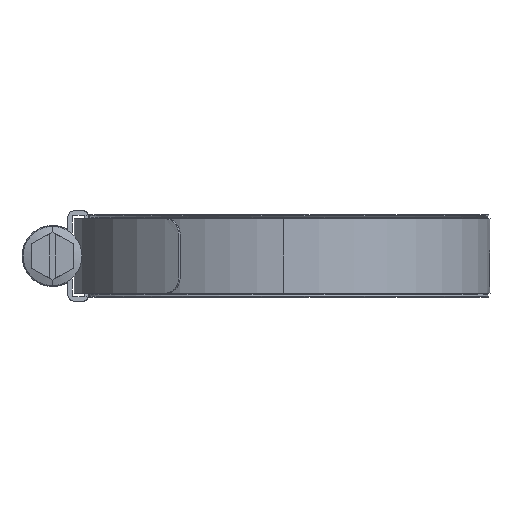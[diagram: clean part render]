
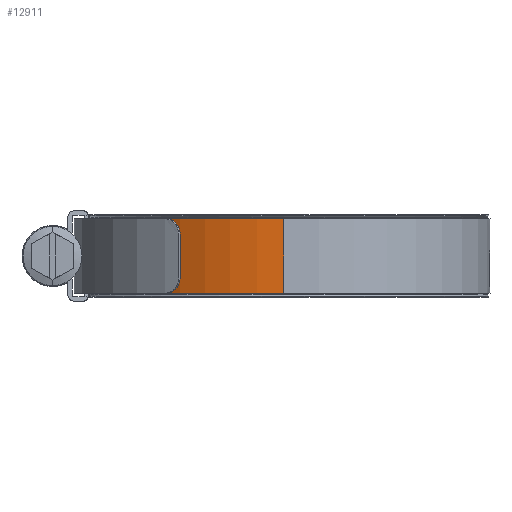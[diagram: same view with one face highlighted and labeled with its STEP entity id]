
A CAD part, left-side view. The second image highlights one B-rep face of the part: STEP entity #12911.
In plain terms, the highlighted cylindrical face has radius 39.6 mm (diameter 79.2 mm), a partial arc.
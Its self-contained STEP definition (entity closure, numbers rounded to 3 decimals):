
#475 = ORIENTED_EDGE ( 'NONE', *, *, #11545, .F. ) ;
#656 = CARTESIAN_POINT ( 'NONE',  ( 0., 0., -7.135 ) ) ;
#934 = EDGE_LOOP ( 'NONE', ( #475, #2446, #6807, #9181 ) ) ;
#1245 = CYLINDRICAL_SURFACE ( 'NONE', #5527, 39.6 ) ;
#1304 = DIRECTION ( 'NONE',  ( 0., 0., -1. ) ) ;
#1627 = AXIS2_PLACEMENT_3D ( 'NONE', #656, #11029, #5719 ) ;
#1939 = CARTESIAN_POINT ( 'NONE',  ( 0., 0., 7.135 ) ) ;
#2346 = CARTESIAN_POINT ( 'NONE',  ( -39.6, 0., 7.135 ) ) ;
#2446 = ORIENTED_EDGE ( 'NONE', *, *, #11808, .F. ) ;
#2809 = LINE ( 'NONE', #8686, #12116 ) ;
#3322 = DIRECTION ( 'NONE',  ( 0., 0., -1. ) ) ;
#3532 = VERTEX_POINT ( 'NONE', #6572 ) ;
#3743 = VERTEX_POINT ( 'NONE', #3995 ) ;
#3995 = CARTESIAN_POINT ( 'NONE',  ( 0., 39.6, 7.135 ) ) ;
#4284 = LINE ( 'NONE', #2346, #9697 ) ;
#4387 = EDGE_CURVE ( 'NONE', #13439, #13183, #7603, .T. ) ;
#5470 = DIRECTION ( 'NONE',  ( 0., 0., -1. ) ) ;
#5527 = AXIS2_PLACEMENT_3D ( 'NONE', #10651, #5470, #10584 ) ;
#5719 = DIRECTION ( 'NONE',  ( 1., 0., 0. ) ) ;
#6240 = DIRECTION ( 'NONE',  ( 0., 0., 1. ) ) ;
#6306 = DIRECTION ( 'NONE',  ( 1., 0., 0. ) ) ;
#6397 = FACE_OUTER_BOUND ( 'NONE', #934, .T. ) ;
#6572 = CARTESIAN_POINT ( 'NONE',  ( -39.6, 0., 7.135 ) ) ;
#6678 = CIRCLE ( 'NONE', #10483, 39.6 ) ;
#6807 = ORIENTED_EDGE ( 'NONE', *, *, #10401, .T. ) ;
#7542 = CARTESIAN_POINT ( 'NONE',  ( -39.6, 0., -7.135 ) ) ;
#7603 = CIRCLE ( 'NONE', #1627, 39.6 ) ;
#8686 = CARTESIAN_POINT ( 'NONE',  ( 0., 39.6, 7.135 ) ) ;
#9181 = ORIENTED_EDGE ( 'NONE', *, *, #4387, .T. ) ;
#9697 = VECTOR ( 'NONE', #1304, 1000. ) ;
#9994 = CARTESIAN_POINT ( 'NONE',  ( 0., 39.6, -7.135 ) ) ;
#10401 = EDGE_CURVE ( 'NONE', #3743, #13439, #2809, .T. ) ;
#10483 = AXIS2_PLACEMENT_3D ( 'NONE', #1939, #6240, #6306 ) ;
#10584 = DIRECTION ( 'NONE',  ( -1., 0., 0. ) ) ;
#10651 = CARTESIAN_POINT ( 'NONE',  ( 0., 0., 7.135 ) ) ;
#11029 = DIRECTION ( 'NONE',  ( 0., 0., 1. ) ) ;
#11545 = EDGE_CURVE ( 'NONE', #3532, #13183, #4284, .T. ) ;
#11808 = EDGE_CURVE ( 'NONE', #3743, #3532, #6678, .T. ) ;
#12116 = VECTOR ( 'NONE', #3322, 1000. ) ;
#12911 = ADVANCED_FACE ( 'NONE', ( #6397 ), #1245, .T. ) ;
#13183 = VERTEX_POINT ( 'NONE', #7542 ) ;
#13439 = VERTEX_POINT ( 'NONE', #9994 ) ;
